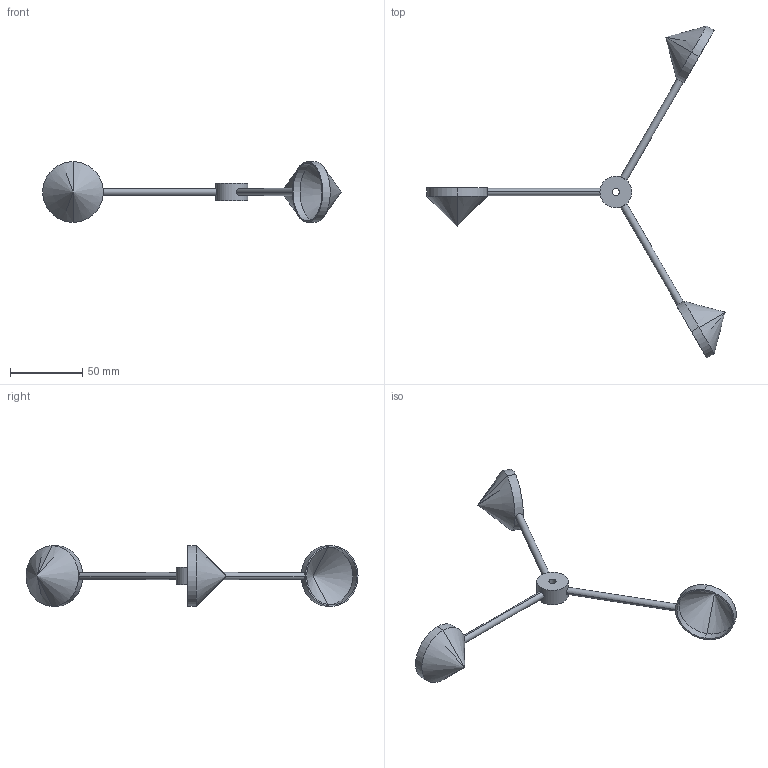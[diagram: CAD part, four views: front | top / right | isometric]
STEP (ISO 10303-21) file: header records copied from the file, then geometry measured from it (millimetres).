
FILE_DESCRIPTION (( 'STEP AP214' ), '1' );
FILE_NAME ('Cup.STEP', '2024-10-12T08:29:40', ( '' ), ( '' ), 'SwSTEP 2.0', 'SolidWorks 2019', '' );
FILE_SCHEMA (( 'AUTOMOTIVE_DESIGN' ));
Length unit declared in the file: millimetre
Products named in the file (1): Cup
Bounding box: 206.78 x 229.9 x 42 mm (x, y, z)
Volume: 16768.3 mm3; surface area: 21383.2 mm2
Topology: 1 solids, 1 shells, 39 faces, 91 edges, 50 vertices
Faces by surface type: cylinder 22, cone 12, plane 5
Entity records: 1417 total; most frequent: CARTESIAN_POINT 529, DIRECTION 179, ORIENTED_EDGE 158, EDGE_CURVE 79, AXIS2_PLACEMENT_3D 72, VERTEX_POINT 50, EDGE_LOOP 49, ADVANCED_FACE 39
